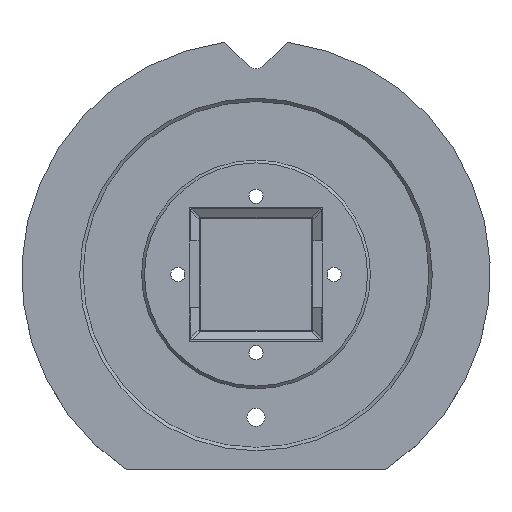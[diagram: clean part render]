
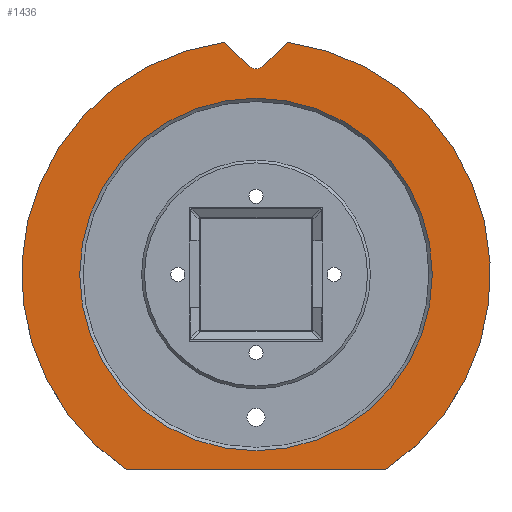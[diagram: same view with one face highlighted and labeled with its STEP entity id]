
A CAD part, top view. The second image highlights one B-rep face of the part: STEP entity #1436.
In plain terms, the highlighted planar face has unit normal (0, 0, 1).
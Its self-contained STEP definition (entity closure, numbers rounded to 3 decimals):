
#49=FACE_BOUND('',#238,.T.);
#85=PLANE('',#1564);
#147=FACE_OUTER_BOUND('',#237,.T.);
#237=EDGE_LOOP('',(#1136,#1137,#1138,#1139,#1140,#1141));
#238=EDGE_LOOP('',(#1142));
#371=LINE('',#2300,#508);
#372=LINE('',#2304,#509);
#373=LINE('',#2308,#510);
#508=VECTOR('',#1856,10.);
#509=VECTOR('',#1859,10.);
#510=VECTOR('',#1862,10.);
#591=CIRCLE('',#1562,15.8);
#593=CIRCLE('',#1565,1.);
#594=CIRCLE('',#1566,21.);
#595=CIRCLE('',#1567,21.);
#700=VERTEX_POINT('',#2292);
#702=VERTEX_POINT('',#2298);
#703=VERTEX_POINT('',#2299);
#704=VERTEX_POINT('',#2301);
#705=VERTEX_POINT('',#2303);
#706=VERTEX_POINT('',#2305);
#707=VERTEX_POINT('',#2307);
#863=EDGE_CURVE('',#700,#700,#591,.T.);
#866=EDGE_CURVE('',#702,#703,#371,.T.);
#867=EDGE_CURVE('',#704,#703,#593,.T.);
#868=EDGE_CURVE('',#704,#705,#372,.T.);
#869=EDGE_CURVE('',#705,#706,#594,.T.);
#870=EDGE_CURVE('',#706,#707,#373,.T.);
#871=EDGE_CURVE('',#707,#702,#595,.T.);
#1136=ORIENTED_EDGE('',*,*,#866,.T.);
#1137=ORIENTED_EDGE('',*,*,#867,.F.);
#1138=ORIENTED_EDGE('',*,*,#868,.T.);
#1139=ORIENTED_EDGE('',*,*,#869,.T.);
#1140=ORIENTED_EDGE('',*,*,#870,.T.);
#1141=ORIENTED_EDGE('',*,*,#871,.T.);
#1142=ORIENTED_EDGE('',*,*,#863,.F.);
#1436=ADVANCED_FACE('',(#147,#49),#85,.T.);
#1562=AXIS2_PLACEMENT_3D('',#2293,#1849,#1850);
#1564=AXIS2_PLACEMENT_3D('',#2297,#1854,#1855);
#1565=AXIS2_PLACEMENT_3D('',#2302,#1857,#1858);
#1566=AXIS2_PLACEMENT_3D('',#2306,#1860,#1861);
#1567=AXIS2_PLACEMENT_3D('',#2309,#1863,#1864);
#1849=DIRECTION('center_axis',(0.,0.,1.));
#1850=DIRECTION('ref_axis',(1.,0.,0.));
#1854=DIRECTION('center_axis',(0.,0.,1.));
#1855=DIRECTION('ref_axis',(-1.,0.,0.));
#1856=DIRECTION('',(-0.707,-0.707,0.));
#1857=DIRECTION('center_axis',(0.,0.,1.));
#1858=DIRECTION('ref_axis',(0.,-1.,0.));
#1859=DIRECTION('',(-0.707,0.707,0.));
#1860=DIRECTION('center_axis',(0.,0.,1.));
#1861=DIRECTION('ref_axis',(-1.,0.,0.));
#1862=DIRECTION('',(1.,0.,0.));
#1863=DIRECTION('center_axis',(0.,0.,1.));
#1864=DIRECTION('ref_axis',(-1.,0.,0.));
#2292=CARTESIAN_POINT('',(-15.8,0.,0.));
#2293=CARTESIAN_POINT('Origin',(0.,0.,
0.));
#2297=CARTESIAN_POINT('Origin',(0.,0.,
0.));
#2298=CARTESIAN_POINT('',(2.8,20.812,0.));
#2299=CARTESIAN_POINT('',(0.707,18.72,0.));
#2300=CARTESIAN_POINT('',(-3.103,14.909,0.));
#2301=CARTESIAN_POINT('',(-0.707,18.72,0.));
#2302=CARTESIAN_POINT('Origin',(0.,19.427,0.));
#2303=CARTESIAN_POINT('',(-2.8,20.812,0.));
#2304=CARTESIAN_POINT('',(4.503,13.509,0.));
#2305=CARTESIAN_POINT('',(-11.608,-17.5,0.));
#2306=CARTESIAN_POINT('Origin',(0.,0.,
0.));
#2307=CARTESIAN_POINT('',(11.608,-17.5,0.));
#2308=CARTESIAN_POINT('',(-6.,-17.5,0.));
#2309=CARTESIAN_POINT('Origin',(0.,0.,
0.));
